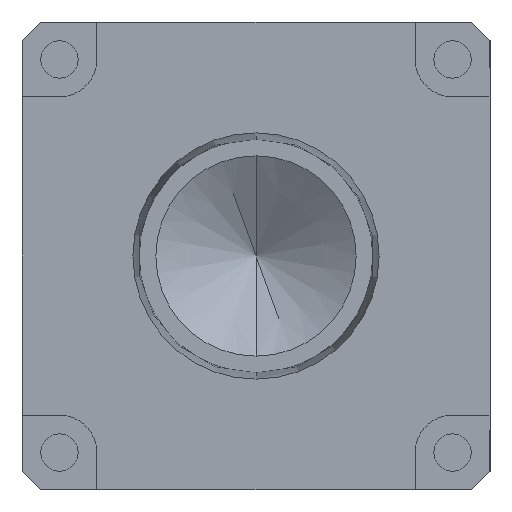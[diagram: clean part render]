
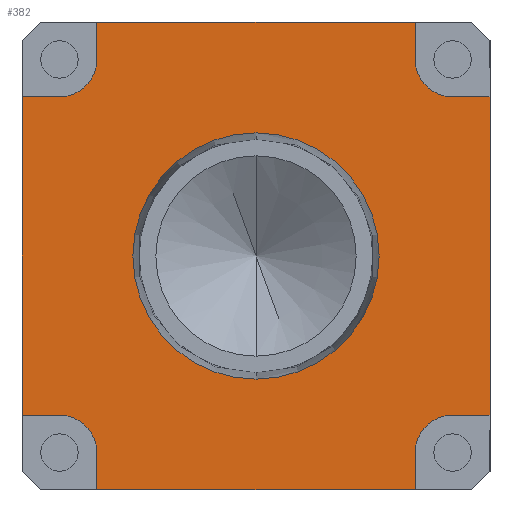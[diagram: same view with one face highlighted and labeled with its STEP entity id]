
A CAD part, left-side view. The second image highlights one B-rep face of the part: STEP entity #382.
In plain terms, the highlighted planar face has unit normal (-1, 0, 0).
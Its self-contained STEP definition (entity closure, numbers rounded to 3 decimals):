
#199 = VERTEX_POINT ( 'NONE', #1066 ) ;
#201 = EDGE_CURVE ( 'NONE', #199, #330, #1062, .T. ) ;
#253 = VERTEX_POINT ( 'NONE', #1202 ) ;
#255 = EDGE_CURVE ( 'NONE', #274, #253, #1228, .T. ) ;
#258 = ORIENTED_EDGE ( 'NONE', *, *, #339, .F. ) ;
#259 = ORIENTED_EDGE ( 'NONE', *, *, #263, .F. ) ;
#260 = ORIENTED_EDGE ( 'NONE', *, *, #340, .F. ) ;
#261 = VERTEX_POINT ( 'NONE', #1218 ) ;
#262 = VERTEX_POINT ( 'NONE', #1350 ) ;
#263 = EDGE_CURVE ( 'NONE', #261, #262, #1348, .T. ) ;
#264 = EDGE_CURVE ( 'NONE', #330, #261, #1216, .T. ) ;
#265 = ORIENTED_EDGE ( 'NONE', *, *, #264, .F. ) ;
#271 = VERTEX_POINT ( 'NONE', #1229 ) ;
#274 = VERTEX_POINT ( 'NONE', #1212 ) ;
#277 = EDGE_LOOP ( 'NONE', ( #384, #333 ) ) ;
#304 = VERTEX_POINT ( 'NONE', #1180 ) ;
#330 = VERTEX_POINT ( 'NONE', #1318 ) ;
#333 = ORIENTED_EDGE ( 'NONE', *, *, #452, .F. ) ;
#336 = ORIENTED_EDGE ( 'NONE', *, *, #201, .F. ) ;
#337 = EDGE_CURVE ( 'NONE', #373, #372, #1264, .T. ) ;
#338 = ORIENTED_EDGE ( 'NONE', *, *, #453, .F. ) ;
#339 = EDGE_CURVE ( 'NONE', #455, #373, #1260, .T. ) ;
#340 = EDGE_CURVE ( 'NONE', #262, #304, #1256, .T. ) ;
#348 = EDGE_CURVE ( 'NONE', #271, #199, #1342, .T. ) ;
#349 = ORIENTED_EDGE ( 'NONE', *, *, #348, .F. ) ;
#366 = ORIENTED_EDGE ( 'NONE', *, *, #388, .F. ) ;
#367 = EDGE_CURVE ( 'NONE', #253, #368, #1090, .T. ) ;
#368 = VERTEX_POINT ( 'NONE', #1444 ) ;
#369 = EDGE_CURVE ( 'NONE', #385, #408, #1608, .T. ) ;
#370 = ORIENTED_EDGE ( 'NONE', *, *, #369, .F. ) ;
#371 = EDGE_CURVE ( 'NONE', #368, #385, #1446, .T. ) ;
#372 = VERTEX_POINT ( 'NONE', #1479 ) ;
#373 = VERTEX_POINT ( 'NONE', #1447 ) ;
#374 = EDGE_CURVE ( 'NONE', #372, #274, #1601, .T. ) ;
#375 = ORIENTED_EDGE ( 'NONE', *, *, #367, .F. ) ;
#376 = ORIENTED_EDGE ( 'NONE', *, *, #337, .F. ) ;
#377 = ORIENTED_EDGE ( 'NONE', *, *, #374, .F. ) ;
#378 = ORIENTED_EDGE ( 'NONE', *, *, #255, .F. ) ;
#380 = EDGE_CURVE ( 'NONE', #426, #422, #1481, .T. ) ;
#381 = EDGE_LOOP ( 'NONE', ( #387, #366, #389, #370, #390, #375, #378, #377, #376, #258, #338, #260, #259, #265, #336, #349 ) ) ;
#382 = ADVANCED_FACE ( 'NONE', ( #1603, #1602 ), #1478, .F. ) ;
#383 = VERTEX_POINT ( 'NONE', #1594 ) ;
#384 = ORIENTED_EDGE ( 'NONE', *, *, #380, .F. ) ;
#385 = VERTEX_POINT ( 'NONE', #1609 ) ;
#386 = EDGE_CURVE ( 'NONE', #383, #271, #1593, .T. ) ;
#387 = ORIENTED_EDGE ( 'NONE', *, *, #386, .F. ) ;
#388 = EDGE_CURVE ( 'NONE', #404, #383, #1580, .T. ) ;
#389 = ORIENTED_EDGE ( 'NONE', *, *, #409, .F. ) ;
#390 = ORIENTED_EDGE ( 'NONE', *, *, #371, .F. ) ;
#404 = VERTEX_POINT ( 'NONE', #1561 ) ;
#408 = VERTEX_POINT ( 'NONE', #1564 ) ;
#409 = EDGE_CURVE ( 'NONE', #408, #404, #1563, .T. ) ;
#422 = VERTEX_POINT ( 'NONE', #1542 ) ;
#426 = VERTEX_POINT ( 'NONE', #1408 ) ;
#452 = EDGE_CURVE ( 'NONE', #422, #426, #1431, .T. ) ;
#453 = EDGE_CURVE ( 'NONE', #304, #455, #1424, .T. ) ;
#455 = VERTEX_POINT ( 'NONE', #1419 ) ;
#873 = DIRECTION ( 'NONE',  ( 0., 1., 0. ) ) ;
#1025 = VECTOR ( 'NONE', #873, 1000. ) ;
#1029 = CARTESIAN_POINT ( 'NONE',  ( 0., -12.5, -8.5 ) ) ;
#1059 = DIRECTION ( 'NONE',  ( 0., 0., 1. ) ) ;
#1060 = VECTOR ( 'NONE', #1059, 1000. ) ;
#1061 = CARTESIAN_POINT ( 'NONE',  ( 0., 12.5, -12.5 ) ) ;
#1062 = LINE ( 'NONE', #1061, #1060 ) ;
#1066 = CARTESIAN_POINT ( 'NONE',  ( 0., 12.5, -8.5 ) ) ;
#1090 = LINE ( 'NONE', #1029, #1025 ) ;
#1180 = CARTESIAN_POINT ( 'NONE',  ( 0., 8.5, 12.5 ) ) ;
#1202 = CARTESIAN_POINT ( 'NONE',  ( 0., -12.5, -8.5 ) ) ;
#1212 = CARTESIAN_POINT ( 'NONE',  ( 0., -12.5, 8.5 ) ) ;
#1213 = DIRECTION ( 'NONE',  ( 0., -1., 0. ) ) ;
#1214 = VECTOR ( 'NONE', #1213, 1000. ) ;
#1215 = CARTESIAN_POINT ( 'NONE',  ( 0., 12.5, 8.5 ) ) ;
#1216 = LINE ( 'NONE', #1215, #1214 ) ;
#1218 = CARTESIAN_POINT ( 'NONE',  ( 0., 10.5, 8.5 ) ) ;
#1225 = DIRECTION ( 'NONE',  ( 0., 0., -1. ) ) ;
#1226 = VECTOR ( 'NONE', #1225, 1000. ) ;
#1227 = CARTESIAN_POINT ( 'NONE',  ( 0., -12.5, -12.5 ) ) ;
#1228 = LINE ( 'NONE', #1227, #1226 ) ;
#1229 = CARTESIAN_POINT ( 'NONE',  ( 0., 10.5, -8.5 ) ) ;
#1253 = DIRECTION ( 'NONE',  ( 0., 0., 1. ) ) ;
#1254 = VECTOR ( 'NONE', #1253, 1000. ) ;
#1255 = CARTESIAN_POINT ( 'NONE',  ( 0., 8.5, 10.5 ) ) ;
#1256 = LINE ( 'NONE', #1255, #1254 ) ;
#1257 = DIRECTION ( 'NONE',  ( 0., 0., -1. ) ) ;
#1258 = VECTOR ( 'NONE', #1257, 1000. ) ;
#1259 = CARTESIAN_POINT ( 'NONE',  ( 0., -8.5, 10.5 ) ) ;
#1260 = LINE ( 'NONE', #1259, #1258 ) ;
#1262 = DIRECTION ( 'NONE',  ( 0., 0., -1. ) ) ;
#1263 = DIRECTION ( 'NONE',  ( -1., 0., 0. ) ) ;
#1264 = CIRCLE ( 'NONE', #1362, 2. ) ;
#1272 = DIRECTION ( 'NONE',  ( 0., 1., 0. ) ) ;
#1273 = VECTOR ( 'NONE', #1272, 1000. ) ;
#1274 = CARTESIAN_POINT ( 'NONE',  ( 0., 12.5, -8.5 ) ) ;
#1318 = CARTESIAN_POINT ( 'NONE',  ( 0., 12.5, 8.5 ) ) ;
#1342 = LINE ( 'NONE', #1274, #1273 ) ;
#1344 = DIRECTION ( 'NONE',  ( 0., 0., 1. ) ) ;
#1345 = DIRECTION ( 'NONE',  ( -1., 0., 0. ) ) ;
#1346 = CARTESIAN_POINT ( 'NONE',  ( 0., 10.5, 10.5 ) ) ;
#1347 = AXIS2_PLACEMENT_3D ( 'NONE', #1346, #1345, #1344 ) ;
#1348 = CIRCLE ( 'NONE', #1347, 2. ) ;
#1350 = CARTESIAN_POINT ( 'NONE',  ( 0., 8.5, 10.5 ) ) ;
#1362 = AXIS2_PLACEMENT_3D ( 'NONE', #1368, #1263, #1262 ) ;
#1368 = CARTESIAN_POINT ( 'NONE',  ( 0., -10.5, 10.5 ) ) ;
#1408 = CARTESIAN_POINT ( 'NONE',  ( 0., 0., 6.579 ) ) ;
#1419 = CARTESIAN_POINT ( 'NONE',  ( 0., -8.5, 12.5 ) ) ;
#1421 = DIRECTION ( 'NONE',  ( 0., -1., 0. ) ) ;
#1422 = VECTOR ( 'NONE', #1421, 1000. ) ;
#1423 = CARTESIAN_POINT ( 'NONE',  ( 0., -12.5, 12.5 ) ) ;
#1424 = LINE ( 'NONE', #1423, #1422 ) ;
#1425 = DIRECTION ( 'NONE',  ( 0., 0., 1. ) ) ;
#1426 = DIRECTION ( 'NONE',  ( -1., 0., 0. ) ) ;
#1427 = CARTESIAN_POINT ( 'NONE',  ( 0., 0., 0. ) ) ;
#1431 = CIRCLE ( 'NONE', #1442, 6.579 ) ;
#1442 = AXIS2_PLACEMENT_3D ( 'NONE', #1427, #1426, #1425 ) ;
#1443 = AXIS2_PLACEMENT_3D ( 'NONE', #1477, #1476, #1475 ) ;
#1444 = CARTESIAN_POINT ( 'NONE',  ( 0., -10.5, -8.5 ) ) ;
#1445 = AXIS2_PLACEMENT_3D ( 'NONE', #1480, #1590, #1589 ) ;
#1446 = CIRCLE ( 'NONE', #1443, 2. ) ;
#1447 = CARTESIAN_POINT ( 'NONE',  ( 0., -8.5, 10.5 ) ) ;
#1475 = DIRECTION ( 'NONE',  ( 0., 0., 1. ) ) ;
#1476 = DIRECTION ( 'NONE',  ( -1., 0., 0. ) ) ;
#1477 = CARTESIAN_POINT ( 'NONE',  ( 0., -10.5, -10.5 ) ) ;
#1478 = PLANE ( 'NONE',  #1445 ) ;
#1479 = CARTESIAN_POINT ( 'NONE',  ( 0., -10.5, 8.5 ) ) ;
#1480 = CARTESIAN_POINT ( 'NONE',  ( 0., 12.5, -12.5 ) ) ;
#1481 = CIRCLE ( 'NONE', #1604, 6.579 ) ;
#1542 = CARTESIAN_POINT ( 'NONE',  ( 0., 0., -6.579 ) ) ;
#1548 = DIRECTION ( 'NONE',  ( 0., 1., 0. ) ) ;
#1549 = VECTOR ( 'NONE', #1548, 1000. ) ;
#1550 = CARTESIAN_POINT ( 'NONE',  ( 0., -12.5, -12.5 ) ) ;
#1561 = CARTESIAN_POINT ( 'NONE',  ( 0., 8.5, -12.5 ) ) ;
#1563 = LINE ( 'NONE', #1550, #1549 ) ;
#1564 = CARTESIAN_POINT ( 'NONE',  ( 0., -8.5, -12.5 ) ) ;
#1577 = DIRECTION ( 'NONE',  ( 0., 0., 1. ) ) ;
#1578 = VECTOR ( 'NONE', #1577, 1000. ) ;
#1579 = CARTESIAN_POINT ( 'NONE',  ( 0., 8.5, -10.5 ) ) ;
#1580 = LINE ( 'NONE', #1579, #1578 ) ;
#1582 = DIRECTION ( 'NONE',  ( 0., 0., -1. ) ) ;
#1583 = DIRECTION ( 'NONE',  ( -1., 0., 0. ) ) ;
#1584 = CARTESIAN_POINT ( 'NONE',  ( 0., 10.5, -10.5 ) ) ;
#1588 = AXIS2_PLACEMENT_3D ( 'NONE', #1584, #1583, #1582 ) ;
#1589 = DIRECTION ( 'NONE',  ( 0., 0., -1. ) ) ;
#1590 = DIRECTION ( 'NONE',  ( 1., 0., 0. ) ) ;
#1593 = CIRCLE ( 'NONE', #1588, 2. ) ;
#1594 = CARTESIAN_POINT ( 'NONE',  ( 0., 8.5, -10.5 ) ) ;
#1595 = DIRECTION ( 'NONE',  ( 0., 0., 1. ) ) ;
#1596 = DIRECTION ( 'NONE',  ( -1., 0., 0. ) ) ;
#1597 = CARTESIAN_POINT ( 'NONE',  ( 0., 0., 0. ) ) ;
#1598 = DIRECTION ( 'NONE',  ( 0., -1., 0. ) ) ;
#1599 = VECTOR ( 'NONE', #1598, 1000. ) ;
#1600 = CARTESIAN_POINT ( 'NONE',  ( 0., -12.5, 8.5 ) ) ;
#1601 = LINE ( 'NONE', #1600, #1599 ) ;
#1602 = FACE_OUTER_BOUND ( 'NONE', #381, .T. ) ;
#1603 = FACE_BOUND ( 'NONE', #277, .T. ) ;
#1604 = AXIS2_PLACEMENT_3D ( 'NONE', #1597, #1596, #1595 ) ;
#1605 = DIRECTION ( 'NONE',  ( 0., 0., -1. ) ) ;
#1606 = VECTOR ( 'NONE', #1605, 1000. ) ;
#1607 = CARTESIAN_POINT ( 'NONE',  ( 0., -8.5, -10.5 ) ) ;
#1608 = LINE ( 'NONE', #1607, #1606 ) ;
#1609 = CARTESIAN_POINT ( 'NONE',  ( 0., -8.5, -10.5 ) ) ;
